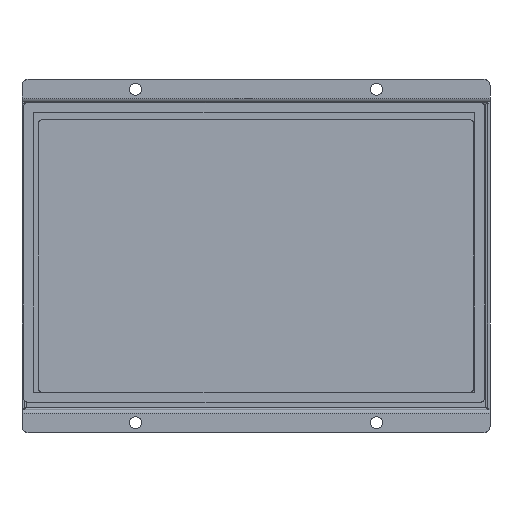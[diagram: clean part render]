
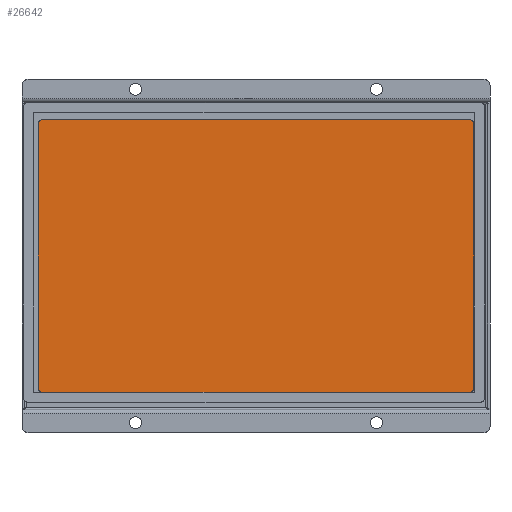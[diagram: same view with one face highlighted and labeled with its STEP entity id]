
A CAD part, front view. The second image highlights one B-rep face of the part: STEP entity #26642.
In plain terms, the highlighted planar face has unit normal (0, -1, 0).
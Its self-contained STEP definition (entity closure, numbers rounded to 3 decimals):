
#1759=CIRCLE('',#28174,2.);
#1760=CIRCLE('',#28175,2.);
#1761=CIRCLE('',#28176,2.);
#1762=CIRCLE('',#28177,2.);
#2426=FACE_OUTER_BOUND('',#3935,.T.);
#3935=EDGE_LOOP('',(#16831,#16832,#16833,#16834,#16835,#16836,#16837,#16838));
#5692=LINE('',#37204,#7993);
#5693=LINE('',#37208,#7994);
#5694=LINE('',#37212,#7995);
#5695=LINE('',#37215,#7996);
#7993=VECTOR('',#30178,10.);
#7994=VECTOR('',#30181,10.);
#7995=VECTOR('',#30184,10.);
#7996=VECTOR('',#30187,10.);
#10417=VERTEX_POINT('',#37200);
#10418=VERTEX_POINT('',#37201);
#10419=VERTEX_POINT('',#37203);
#10420=VERTEX_POINT('',#37205);
#10421=VERTEX_POINT('',#37207);
#10422=VERTEX_POINT('',#37209);
#10423=VERTEX_POINT('',#37211);
#10424=VERTEX_POINT('',#37213);
#12957=EDGE_CURVE('',#10417,#10418,#1759,.T.);
#12958=EDGE_CURVE('',#10418,#10419,#5692,.T.);
#12959=EDGE_CURVE('',#10419,#10420,#1760,.T.);
#12960=EDGE_CURVE('',#10420,#10421,#5693,.T.);
#12961=EDGE_CURVE('',#10421,#10422,#1761,.T.);
#12962=EDGE_CURVE('',#10422,#10423,#5694,.T.);
#12963=EDGE_CURVE('',#10423,#10424,#1762,.T.);
#12964=EDGE_CURVE('',#10424,#10417,#5695,.T.);
#16831=ORIENTED_EDGE('',*,*,#12957,.T.);
#16832=ORIENTED_EDGE('',*,*,#12958,.T.);
#16833=ORIENTED_EDGE('',*,*,#12959,.T.);
#16834=ORIENTED_EDGE('',*,*,#12960,.T.);
#16835=ORIENTED_EDGE('',*,*,#12961,.T.);
#16836=ORIENTED_EDGE('',*,*,#12962,.T.);
#16837=ORIENTED_EDGE('',*,*,#12963,.T.);
#16838=ORIENTED_EDGE('',*,*,#12964,.T.);
#24282=PLANE('',#28173);
#26642=ADVANCED_FACE('',(#2426),#24282,.T.);
#28173=AXIS2_PLACEMENT_3D('',#37199,#30174,#30175);
#28174=AXIS2_PLACEMENT_3D('',#37202,#30176,#30177);
#28175=AXIS2_PLACEMENT_3D('',#37206,#30179,#30180);
#28176=AXIS2_PLACEMENT_3D('',#37210,#30182,#30183);
#28177=AXIS2_PLACEMENT_3D('',#37214,#30185,#30186);
#30174=DIRECTION('center_axis',(0.,-1.,0.));
#30175=DIRECTION('ref_axis',(-1.,0.,0.));
#30176=DIRECTION('center_axis',(0.,-1.,0.));
#30177=DIRECTION('ref_axis',(0.,0.,
1.));
#30178=DIRECTION('',(0.,0.,1.));
#30179=DIRECTION('center_axis',(0.,-1.,0.));
#30180=DIRECTION('ref_axis',(-1.,0.,0.));
#30181=DIRECTION('',(-1.,0.,0.));
#30182=DIRECTION('center_axis',(0.,-1.,0.));
#30183=DIRECTION('ref_axis',(0.,0.,
-1.));
#30184=DIRECTION('',(0.,0.,-1.));
#30185=DIRECTION('center_axis',(0.,-1.,0.));
#30186=DIRECTION('ref_axis',(1.,0.,0.));
#30187=DIRECTION('',(1.,0.,0.));
#37199=CARTESIAN_POINT('Origin',(-0.95,0.,1.8));
#37200=CARTESIAN_POINT('',(106.48,0.,-67.8));
#37201=CARTESIAN_POINT('',(108.48,0.,-65.8));
#37202=CARTESIAN_POINT('Origin',(106.48,0.,-65.8));
#37203=CARTESIAN_POINT('',(108.48,0.,65.8));
#37204=CARTESIAN_POINT('',(108.48,0.,-32.));
#37205=CARTESIAN_POINT('',(106.48,0.,67.8));
#37206=CARTESIAN_POINT('Origin',(106.48,0.,65.8));
#37207=CARTESIAN_POINT('',(-106.48,0.,67.8));
#37208=CARTESIAN_POINT('',(52.765,0.,67.8));
#37209=CARTESIAN_POINT('',(-108.48,0.,65.8));
#37210=CARTESIAN_POINT('Origin',(-106.48,0.,65.8));
#37211=CARTESIAN_POINT('',(-108.48,0.,-65.8));
#37212=CARTESIAN_POINT('',(-108.48,0.,33.8));
#37213=CARTESIAN_POINT('',(-106.48,0.,-67.8));
#37214=CARTESIAN_POINT('Origin',(-106.48,0.,-65.8));
#37215=CARTESIAN_POINT('',(56.415,0.,-67.8));
